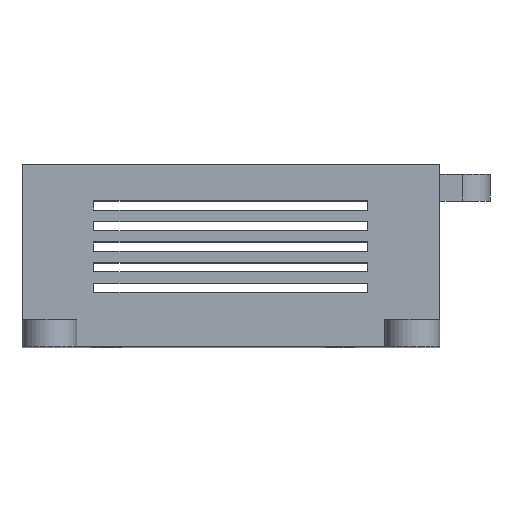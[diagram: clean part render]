
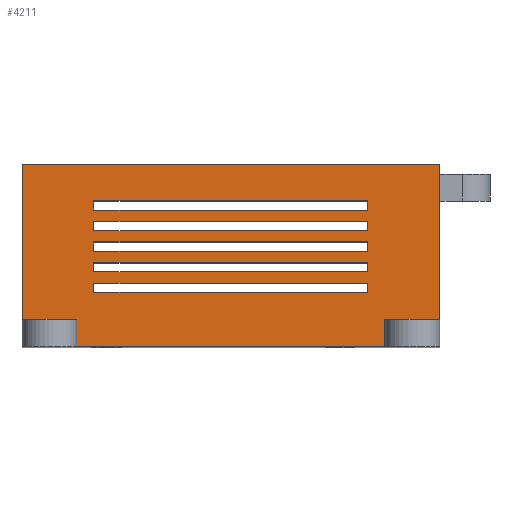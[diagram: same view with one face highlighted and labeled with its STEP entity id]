
A CAD part, top view. The second image highlights one B-rep face of the part: STEP entity #4211.
In plain terms, the highlighted planar face has unit normal (0, 0, 1).
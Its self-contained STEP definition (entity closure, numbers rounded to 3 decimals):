
#237=DIRECTION('',(1.,0.,0.));
#238=VECTOR('',#237,67.5);
#239=CARTESIAN_POINT('',(-33.75,0.,35.));
#240=LINE('1597',#239,#238);
#694=DIRECTION('',(0.,1.,0.));
#695=VECTOR('',#694,34.);
#696=CARTESIAN_POINT('',(-45.75,6.,35.));
#697=LINE('1683',#696,#695);
#701=DIRECTION('',(1.,0.,0.));
#702=VECTOR('',#701,91.5);
#703=CARTESIAN_POINT('',(-45.75,40.,35.));
#704=LINE('1678',#703,#702);
#708=DIRECTION('',(0.,1.,0.));
#709=VECTOR('',#708,6.);
#710=CARTESIAN_POINT('',(-33.75,0.,35.));
#711=LINE('1686',#710,#709);
#745=DIRECTION('',(1.,0.,0.));
#746=VECTOR('',#745,12.);
#747=CARTESIAN_POINT('',(-45.75,6.,35.));
#748=LINE('1682',#747,#746);
#975=DIRECTION('',(0.,1.,0.));
#976=VECTOR('',#975,34.);
#977=CARTESIAN_POINT('',(45.75,6.,35.));
#978=LINE('1643',#977,#976);
#1938=DIRECTION('',(0.,1.,0.));
#1939=VECTOR('',#1938,6.);
#1940=CARTESIAN_POINT('',(33.75,0.,35.));
#1941=LINE('1685',#1940,#1939);
#1982=DIRECTION('',(1.,0.,0.));
#1983=VECTOR('',#1982,12.);
#1984=CARTESIAN_POINT('',(33.75,6.,35.));
#1985=LINE('1684',#1984,#1983);
#2334=DIRECTION('',(0.,-1.,0.));
#2335=VECTOR('',#2334,2.);
#2336=CARTESIAN_POINT('',(30.,32.,35.));
#2337=LINE('1687',#2336,#2335);
#2348=DIRECTION('',(-1.,0.,0.));
#2349=VECTOR('',#2348,60.);
#2350=CARTESIAN_POINT('',(30.,30.,35.));
#2351=LINE('1690',#2350,#2349);
#2362=DIRECTION('',(0.,1.,0.));
#2363=VECTOR('',#2362,2.);
#2364=CARTESIAN_POINT('',(-30.,30.,35.));
#2365=LINE('1689',#2364,#2363);
#2376=DIRECTION('',(1.,0.,0.));
#2377=VECTOR('',#2376,60.);
#2378=CARTESIAN_POINT('',(-30.,32.,35.));
#2379=LINE('1688',#2378,#2377);
#2390=DIRECTION('',(0.,-1.,0.));
#2391=VECTOR('',#2390,2.);
#2392=CARTESIAN_POINT('',(30.,27.5,35.));
#2393=LINE('1691',#2392,#2391);
#2404=DIRECTION('',(-1.,0.,0.));
#2405=VECTOR('',#2404,60.);
#2406=CARTESIAN_POINT('',(30.,25.5,35.));
#2407=LINE('1694',#2406,#2405);
#2418=DIRECTION('',(0.,1.,0.));
#2419=VECTOR('',#2418,2.);
#2420=CARTESIAN_POINT('',(-30.,25.5,35.));
#2421=LINE('1693',#2420,#2419);
#2432=DIRECTION('',(1.,0.,0.));
#2433=VECTOR('',#2432,60.);
#2434=CARTESIAN_POINT('',(-30.,27.5,35.));
#2435=LINE('1692',#2434,#2433);
#2446=DIRECTION('',(0.,-1.,0.));
#2447=VECTOR('',#2446,2.);
#2448=CARTESIAN_POINT('',(30.,23.,35.));
#2449=LINE('1695',#2448,#2447);
#2460=DIRECTION('',(-1.,0.,0.));
#2461=VECTOR('',#2460,60.);
#2462=CARTESIAN_POINT('',(30.,21.,35.));
#2463=LINE('1698',#2462,#2461);
#2474=DIRECTION('',(0.,1.,0.));
#2475=VECTOR('',#2474,2.);
#2476=CARTESIAN_POINT('',(-30.,21.,35.));
#2477=LINE('1697',#2476,#2475);
#2488=DIRECTION('',(1.,0.,0.));
#2489=VECTOR('',#2488,60.);
#2490=CARTESIAN_POINT('',(-30.,23.,35.));
#2491=LINE('1696',#2490,#2489);
#2502=DIRECTION('',(0.,-1.,0.));
#2503=VECTOR('',#2502,2.);
#2504=CARTESIAN_POINT('',(30.,18.5,35.));
#2505=LINE('1699',#2504,#2503);
#2516=DIRECTION('',(-1.,0.,0.));
#2517=VECTOR('',#2516,60.);
#2518=CARTESIAN_POINT('',(30.,16.5,35.));
#2519=LINE('1702',#2518,#2517);
#2530=DIRECTION('',(0.,1.,0.));
#2531=VECTOR('',#2530,2.);
#2532=CARTESIAN_POINT('',(-30.,16.5,35.));
#2533=LINE('1701',#2532,#2531);
#2544=DIRECTION('',(1.,0.,0.));
#2545=VECTOR('',#2544,60.);
#2546=CARTESIAN_POINT('',(-30.,18.5,35.));
#2547=LINE('1700',#2546,#2545);
#2558=DIRECTION('',(0.,-1.,0.));
#2559=VECTOR('',#2558,2.);
#2560=CARTESIAN_POINT('',(30.,14.,35.));
#2561=LINE('1703',#2560,#2559);
#2572=DIRECTION('',(-1.,0.,0.));
#2573=VECTOR('',#2572,60.);
#2574=CARTESIAN_POINT('',(30.,12.,35.));
#2575=LINE('1706',#2574,#2573);
#2586=DIRECTION('',(0.,1.,0.));
#2587=VECTOR('',#2586,2.);
#2588=CARTESIAN_POINT('',(-30.,12.,35.));
#2589=LINE('1705',#2588,#2587);
#2600=DIRECTION('',(1.,0.,0.));
#2601=VECTOR('',#2600,60.);
#2602=CARTESIAN_POINT('',(-30.,14.,35.));
#2603=LINE('1704',#2602,#2601);
#3208=CARTESIAN_POINT('',(-33.75,0.,35.));
#3210=VERTEX_POINT('',#3208);
#3212=CARTESIAN_POINT('',(33.75,0.,35.));
#3213=VERTEX_POINT('',#3212);
#3250=CARTESIAN_POINT('',(45.75,6.,35.));
#3251=VERTEX_POINT('',#3250);
#3252=CARTESIAN_POINT('',(45.75,40.,35.));
#3253=VERTEX_POINT('',#3252);
#3292=CARTESIAN_POINT('',(-45.75,40.,35.));
#3293=VERTEX_POINT('',#3292);
#3298=CARTESIAN_POINT('',(-45.75,6.,35.));
#3299=CARTESIAN_POINT('',(-33.75,6.,35.));
#3300=VERTEX_POINT('',#3298);
#3301=VERTEX_POINT('',#3299);
#3302=CARTESIAN_POINT('',(33.75,6.,35.));
#3303=VERTEX_POINT('',#3302);
#3304=CARTESIAN_POINT('',(30.,32.,35.));
#3305=CARTESIAN_POINT('',(30.,30.,35.));
#3306=VERTEX_POINT('',#3304);
#3307=VERTEX_POINT('',#3305);
#3308=CARTESIAN_POINT('',(-30.,32.,35.));
#3309=VERTEX_POINT('',#3308);
#3310=CARTESIAN_POINT('',(-30.,30.,35.));
#3311=VERTEX_POINT('',#3310);
#3312=CARTESIAN_POINT('',(30.,27.5,35.));
#3313=CARTESIAN_POINT('',(30.,25.5,35.));
#3314=VERTEX_POINT('',#3312);
#3315=VERTEX_POINT('',#3313);
#3316=CARTESIAN_POINT('',(-30.,27.5,35.));
#3317=VERTEX_POINT('',#3316);
#3318=CARTESIAN_POINT('',(-30.,25.5,35.));
#3319=VERTEX_POINT('',#3318);
#3320=CARTESIAN_POINT('',(30.,23.,35.));
#3321=CARTESIAN_POINT('',(30.,21.,35.));
#3322=VERTEX_POINT('',#3320);
#3323=VERTEX_POINT('',#3321);
#3324=CARTESIAN_POINT('',(-30.,23.,35.));
#3325=VERTEX_POINT('',#3324);
#3326=CARTESIAN_POINT('',(-30.,21.,35.));
#3327=VERTEX_POINT('',#3326);
#3328=CARTESIAN_POINT('',(30.,18.5,35.));
#3329=CARTESIAN_POINT('',(30.,16.5,35.));
#3330=VERTEX_POINT('',#3328);
#3331=VERTEX_POINT('',#3329);
#3332=CARTESIAN_POINT('',(-30.,18.5,35.));
#3333=VERTEX_POINT('',#3332);
#3334=CARTESIAN_POINT('',(-30.,16.5,35.));
#3335=VERTEX_POINT('',#3334);
#3336=CARTESIAN_POINT('',(30.,14.,35.));
#3337=CARTESIAN_POINT('',(30.,12.,35.));
#3338=VERTEX_POINT('',#3336);
#3339=VERTEX_POINT('',#3337);
#3340=CARTESIAN_POINT('',(-30.,14.,35.));
#3341=VERTEX_POINT('',#3340);
#3342=CARTESIAN_POINT('',(-30.,12.,35.));
#3343=VERTEX_POINT('',#3342);
#4140=CARTESIAN_POINT('',(-45.75,0.,35.));
#4141=DIRECTION('',(0.,0.,1.));
#4142=DIRECTION('',(1.,0.,0.));
#4143=AXIS2_PLACEMENT_3D('',#4140,#4141,#4142);
#4144=PLANE('2040',#4143);
#4146=ORIENTED_EDGE('1682',*,*,#4145,.F.);
#4147=ORIENTED_EDGE('1683',*,*,#4089,.T.);
#4149=ORIENTED_EDGE('1678',*,*,#4148,.T.);
#4151=ORIENTED_EDGE('1643',*,*,#4150,.F.);
#4153=ORIENTED_EDGE('1684',*,*,#4152,.F.);
#4155=ORIENTED_EDGE('1685',*,*,#4154,.F.);
#4156=ORIENTED_EDGE('1597',*,*,#3805,.F.);
#4158=ORIENTED_EDGE('1686',*,*,#4157,.T.);
#4159=EDGE_LOOP('2040',(#4146,#4147,#4149,#4151,#4153,#4155,#4156,#4158));
#4160=FACE_OUTER_BOUND('2040',#4159,.F.);
#4162=ORIENTED_EDGE('1687',*,*,#4161,.F.);
#4164=ORIENTED_EDGE('1688',*,*,#4163,.F.);
#4166=ORIENTED_EDGE('1689',*,*,#4165,.F.);
#4168=ORIENTED_EDGE('1690',*,*,#4167,.F.);
#4169=EDGE_LOOP('2040',(#4162,#4164,#4166,#4168));
#4170=FACE_BOUND('2040',#4169,.F.);
#4172=ORIENTED_EDGE('1691',*,*,#4171,.F.);
#4174=ORIENTED_EDGE('1692',*,*,#4173,.F.);
#4176=ORIENTED_EDGE('1693',*,*,#4175,.F.);
#4178=ORIENTED_EDGE('1694',*,*,#4177,.F.);
#4179=EDGE_LOOP('2040',(#4172,#4174,#4176,#4178));
#4180=FACE_BOUND('2040',#4179,.F.);
#4182=ORIENTED_EDGE('1695',*,*,#4181,.F.);
#4184=ORIENTED_EDGE('1696',*,*,#4183,.F.);
#4186=ORIENTED_EDGE('1697',*,*,#4185,.F.);
#4188=ORIENTED_EDGE('1698',*,*,#4187,.F.);
#4189=EDGE_LOOP('2040',(#4182,#4184,#4186,#4188));
#4190=FACE_BOUND('2040',#4189,.F.);
#4192=ORIENTED_EDGE('1699',*,*,#4191,.F.);
#4194=ORIENTED_EDGE('1700',*,*,#4193,.F.);
#4196=ORIENTED_EDGE('1701',*,*,#4195,.F.);
#4198=ORIENTED_EDGE('1702',*,*,#4197,.F.);
#4199=EDGE_LOOP('2040',(#4192,#4194,#4196,#4198));
#4200=FACE_BOUND('2040',#4199,.F.);
#4202=ORIENTED_EDGE('1703',*,*,#4201,.F.);
#4204=ORIENTED_EDGE('1704',*,*,#4203,.F.);
#4206=ORIENTED_EDGE('1705',*,*,#4205,.F.);
#4208=ORIENTED_EDGE('1706',*,*,#4207,.F.);
#4209=EDGE_LOOP('2040',(#4202,#4204,#4206,#4208));
#4210=FACE_BOUND('2040',#4209,.F.);
#3805=EDGE_CURVE('1597',#3210,#3213,#240,.T.);
#4089=EDGE_CURVE('1683',#3300,#3293,#697,.T.);
#4145=EDGE_CURVE('1682',#3300,#3301,#748,.T.);
#4148=EDGE_CURVE('1678',#3293,#3253,#704,.T.);
#4150=EDGE_CURVE('1643',#3251,#3253,#978,.T.);
#4152=EDGE_CURVE('1684',#3303,#3251,#1985,.T.);
#4154=EDGE_CURVE('1685',#3213,#3303,#1941,.T.);
#4157=EDGE_CURVE('1686',#3210,#3301,#711,.T.);
#4161=EDGE_CURVE('1687',#3306,#3307,#2337,.T.);
#4163=EDGE_CURVE('1688',#3309,#3306,#2379,.T.);
#4165=EDGE_CURVE('1689',#3311,#3309,#2365,.T.);
#4167=EDGE_CURVE('1690',#3307,#3311,#2351,.T.);
#4171=EDGE_CURVE('1691',#3314,#3315,#2393,.T.);
#4173=EDGE_CURVE('1692',#3317,#3314,#2435,.T.);
#4175=EDGE_CURVE('1693',#3319,#3317,#2421,.T.);
#4177=EDGE_CURVE('1694',#3315,#3319,#2407,.T.);
#4181=EDGE_CURVE('1695',#3322,#3323,#2449,.T.);
#4183=EDGE_CURVE('1696',#3325,#3322,#2491,.T.);
#4185=EDGE_CURVE('1697',#3327,#3325,#2477,.T.);
#4187=EDGE_CURVE('1698',#3323,#3327,#2463,.T.);
#4191=EDGE_CURVE('1699',#3330,#3331,#2505,.T.);
#4193=EDGE_CURVE('1700',#3333,#3330,#2547,.T.);
#4195=EDGE_CURVE('1701',#3335,#3333,#2533,.T.);
#4197=EDGE_CURVE('1702',#3331,#3335,#2519,.T.);
#4201=EDGE_CURVE('1703',#3338,#3339,#2561,.T.);
#4203=EDGE_CURVE('1704',#3341,#3338,#2603,.T.);
#4205=EDGE_CURVE('1705',#3343,#3341,#2589,.T.);
#4207=EDGE_CURVE('1706',#3339,#3343,#2575,.T.);
#4211=ADVANCED_FACE('2040',(#4160,#4170,#4180,#4190,#4200,#4210),#4144,.T.);
